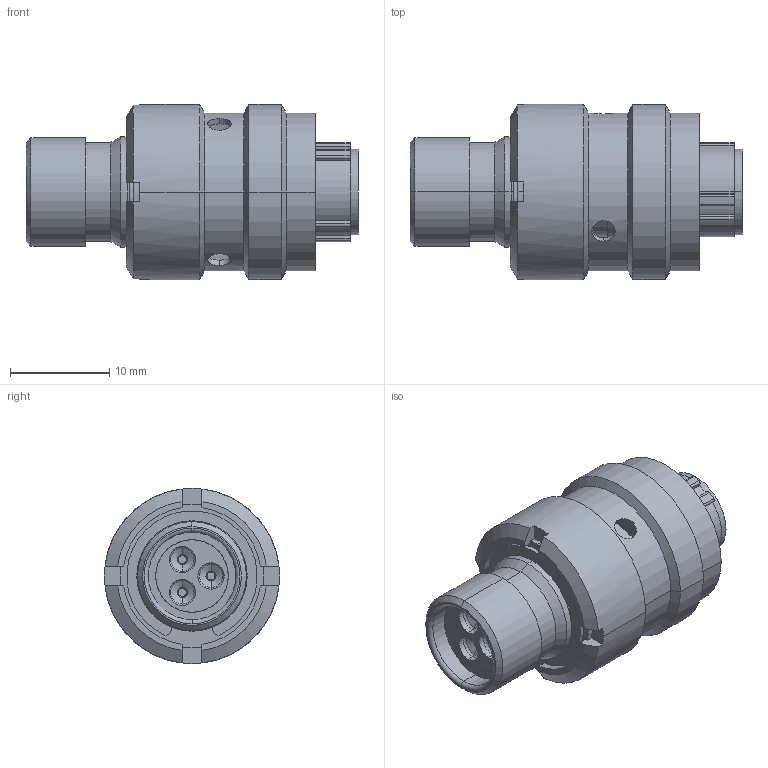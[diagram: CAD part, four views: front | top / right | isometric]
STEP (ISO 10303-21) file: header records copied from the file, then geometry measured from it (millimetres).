
FILE_DESCRIPTION (( 'STEP AP214' ), '1' );
FILE_NAME ('AS608-98PN.STEP', '2016-07-05T11:35:06', ( 'TE Connectivity' ), ( 'TE Connectivity' ), 'SwSTEP 2.0', 'SolidWorks 2014', '' );
FILE_SCHEMA (( 'AUTOMOTIVE_DESIGN' ));
Length unit declared in the file: millimetre
Products named in the file (1): AS608-98PN
Bounding box: 33.37 x 17.6 x 17.6 mm (x, y, z)
Volume: 3577.5 mm3; surface area: 4560.8 mm2
Topology: 1 solids, 5 shells, 414 faces, 965 edges, 593 vertices
Faces by surface type: cylinder 158, torus 92, plane 88, cone 56, bspline 12, sphere 8
Entity records: 19048 total; most frequent: CARTESIAN_POINT 5305, DIRECTION 2145, ORIENTED_EDGE 1892, EDGE_CURVE 946, AXIS2_PLACEMENT_3D 927, VERTEX_POINT 582, CIRCLE 528, EDGE_LOOP 462
